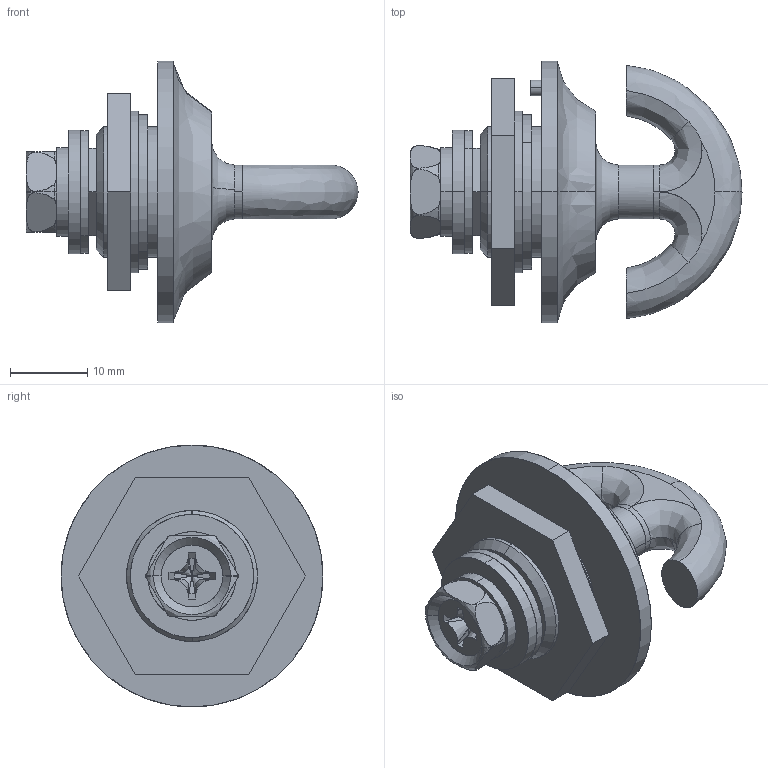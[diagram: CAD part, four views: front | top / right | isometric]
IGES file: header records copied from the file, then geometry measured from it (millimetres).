
Start section: SolidWorks IGES file using analytic representation for surfaces
Global section: file name: A-20-3.IGS,15; native system: HSolidWorks 2011; preprocessor: SolidWorks 2011; author: 1337yo; date: 120522.153857; units: millimetre
Bounding box: 43.1 x 34 x 34 mm (x, y, z)
Surface area: 8453.6 mm2 (no closed solid volume)
Topology: 0 solids, 0 shells, 154 faces, 2473 edges, 2464 vertices
Faces by surface type: bspline 110, revolution 44
